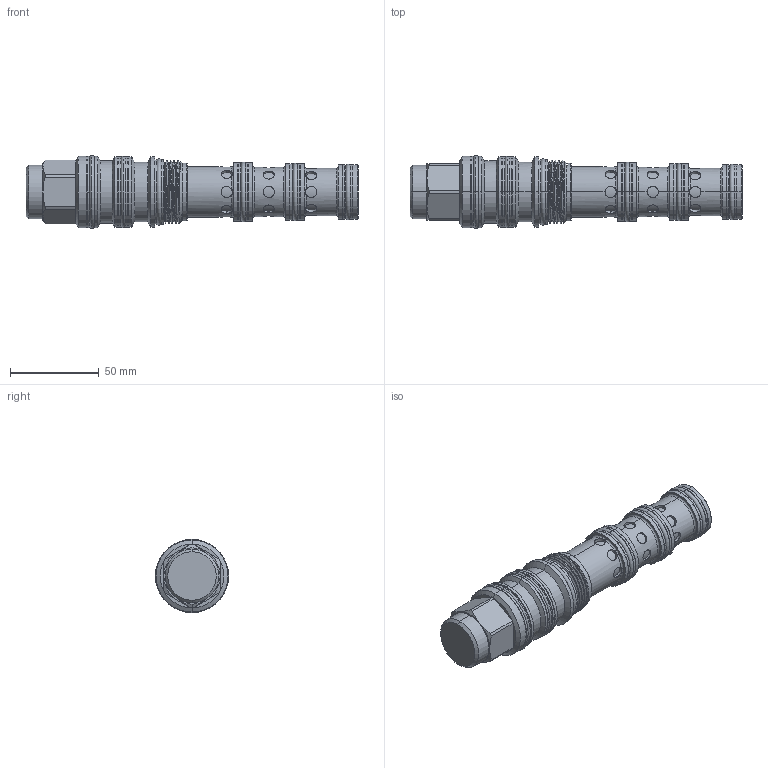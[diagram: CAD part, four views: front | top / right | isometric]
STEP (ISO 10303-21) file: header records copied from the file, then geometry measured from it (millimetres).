
FILE_DESCRIPTION (( 'STEP AP203' ), '1' );
FILE_NAME ('DC63A6D10A-N.STEP', '2023-05-17T07:31:08', ( '' ), ( '' ), 'SwSTEP 2.0', 'SolidWorks 2018', '' );
FILE_SCHEMA (( 'CONFIG_CONTROL_DESIGN' ));
Length unit declared in the file: millimetre
Products named in the file (1): DC63A6D10A-N
Bounding box: 186.65 x 41.18 x 41.18 mm (x, y, z)
Volume: 151479.9 mm3; surface area: 35400.9 mm2
Topology: 10 solids, 12 shells, 418 faces, 947 edges, 585 vertices
Faces by surface type: cylinder 224, plane 66, torus 55, cone 48, bspline 19, sphere 6
Entity records: 16598 total; most frequent: CARTESIAN_POINT 7373, DIRECTION 1968, ORIENTED_EDGE 1864, EDGE_CURVE 932, AXIS2_PLACEMENT_3D 859, VERTEX_POINT 576, EDGE_LOOP 472, CIRCLE 459
